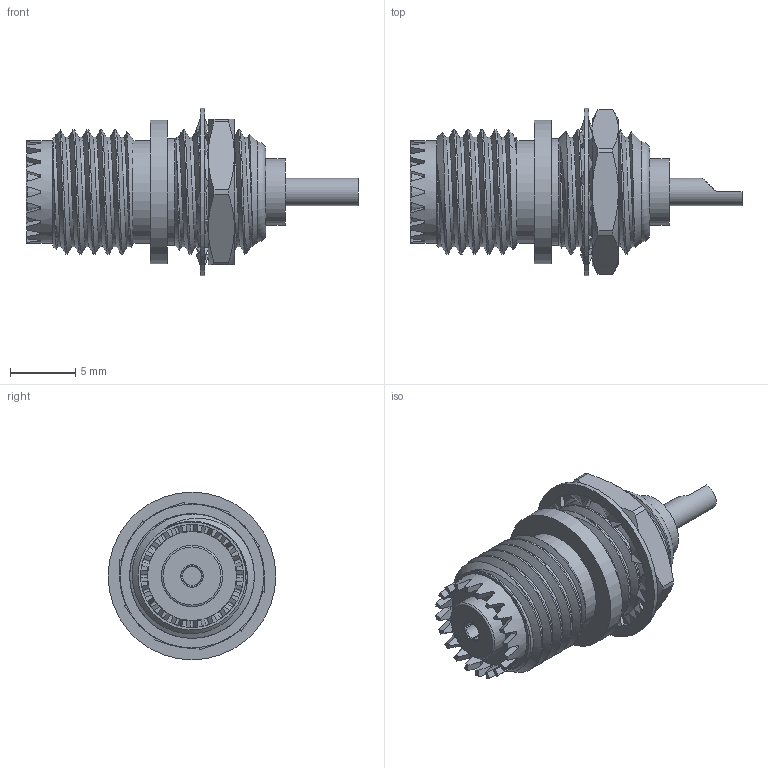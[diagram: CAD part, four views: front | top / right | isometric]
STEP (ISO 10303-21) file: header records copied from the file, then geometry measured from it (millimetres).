
FILE_DESCRIPTION (( 'STEP AP203' ), '1' );
FILE_NAME ('PE44089_3D.step', '2022-06-09T19:47:42', ( '' ), ( '' ), 'SwSTEP 2.0', 'SolidWorks 2021', '' );
FILE_SCHEMA (( 'CONFIG_CONTROL_DESIGN' ));
Length unit declared in the file: inch
Products named in the file (1): PE44089_3D
Bounding box: 25.4 x 12.84 x 12.84 mm (x, y, z)
Volume: 1196.7 mm3; surface area: 1419.8 mm2
Topology: 3 solids, 3 shells, 239 faces, 688 edges, 464 vertices
Faces by surface type: plane 101, cylinder 62, bspline 51, cone 23, torus 2
Full cylindrical faces by diameter (mm): 1.448 x1, 1.575 x1, 1.702 x1, 1.753 x1, 2.083 x1, 4.699 x1, 5.08 x1, 6.835 x1, 7.851 x2, 8.158 x1, 11 x1, 12.837 x1
Entity records: 14482 total; most frequent: CARTESIAN_POINT 9006, ORIENTED_EDGE 1308, DIRECTION 873, EDGE_CURVE 654, VERTEX_POINT 452, AXIS2_PLACEMENT_3D 344, EDGE_LOOP 272, FACE_OUTER_BOUND 253
